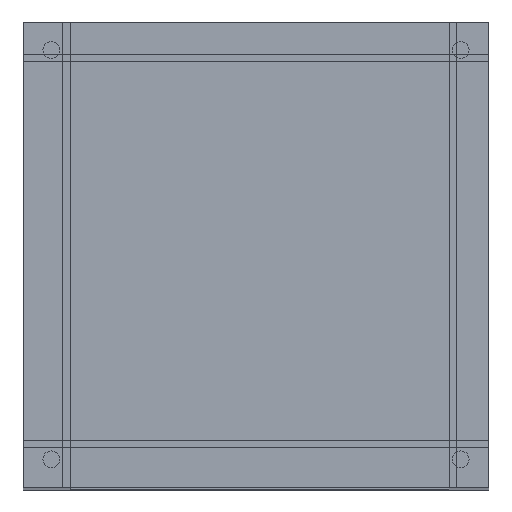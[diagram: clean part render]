
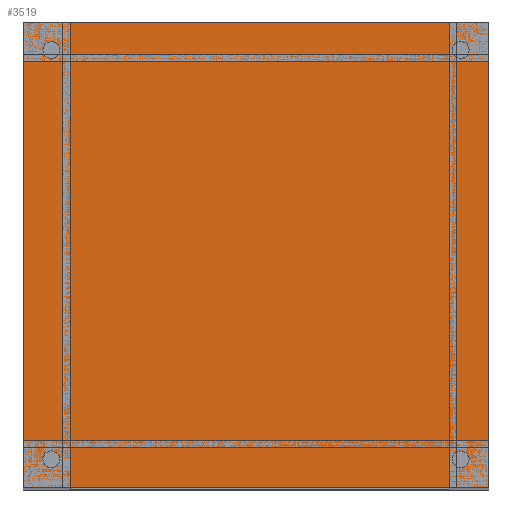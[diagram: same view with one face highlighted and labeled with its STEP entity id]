
A CAD part, top view. The second image highlights one B-rep face of the part: STEP entity #3519.
In plain terms, the highlighted planar face has unit normal (0, 0, 1).
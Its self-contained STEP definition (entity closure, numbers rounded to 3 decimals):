
#3330 = VERTEX_POINT('',#3331);
#3331 = CARTESIAN_POINT('',(0.,0.,340.));
#3338 = PLANE('',#3339);
#3339 = AXIS2_PLACEMENT_3D('',#3340,#3341,#3342);
#3340 = CARTESIAN_POINT('',(0.,0.,338.));
#3341 = DIRECTION('',(1.,0.,0.));
#3342 = DIRECTION('',(0.,0.,1.));
#3350 = PLANE('',#3351);
#3351 = AXIS2_PLACEMENT_3D('',#3352,#3353,#3354);
#3352 = CARTESIAN_POINT('',(0.,0.,338.));
#3353 = DIRECTION('',(0.,1.,0.));
#3354 = DIRECTION('',(0.,0.,1.));
#3391 = VERTEX_POINT('',#3392);
#3392 = CARTESIAN_POINT('',(0.,100.,340.));
#3406 = PLANE('',#3407);
#3407 = AXIS2_PLACEMENT_3D('',#3408,#3409,#3410);
#3408 = CARTESIAN_POINT('',(0.,100.,338.));
#3409 = DIRECTION('',(0.,1.,0.));
#3410 = DIRECTION('',(0.,0.,1.));
#3418 = EDGE_CURVE('',#3330,#3391,#3419,.T.);
#3419 = SURFACE_CURVE('',#3420,(#3424,#3431),.PCURVE_S1.);
#3420 = LINE('',#3421,#3422);
#3421 = CARTESIAN_POINT('',(0.,0.,340.));
#3422 = VECTOR('',#3423,1.);
#3423 = DIRECTION('',(0.,1.,0.));
#3424 = PCURVE('',#3338,#3425);
#3425 = DEFINITIONAL_REPRESENTATION('',(#3426),#3430);
#3426 = LINE('',#3427,#3428);
#3427 = CARTESIAN_POINT('',(2.,0.));
#3428 = VECTOR('',#3429,1.);
#3429 = DIRECTION('',(0.,-1.));
#3430 = ( GEOMETRIC_REPRESENTATION_CONTEXT(2) 
PARAMETRIC_REPRESENTATION_CONTEXT() REPRESENTATION_CONTEXT('2D SPACE',''
  ) );
#3431 = PCURVE('',#3432,#3437);
#3432 = PLANE('',#3433);
#3433 = AXIS2_PLACEMENT_3D('',#3434,#3435,#3436);
#3434 = CARTESIAN_POINT('',(0.,0.,340.));
#3435 = DIRECTION('',(0.,0.,1.));
#3436 = DIRECTION('',(1.,0.,0.));
#3437 = DEFINITIONAL_REPRESENTATION('',(#3438),#3442);
#3438 = LINE('',#3439,#3440);
#3439 = CARTESIAN_POINT('',(0.,0.));
#3440 = VECTOR('',#3441,1.);
#3441 = DIRECTION('',(0.,1.));
#3442 = ( GEOMETRIC_REPRESENTATION_CONTEXT(2) 
PARAMETRIC_REPRESENTATION_CONTEXT() REPRESENTATION_CONTEXT('2D SPACE',''
  ) );
#3471 = EDGE_CURVE('',#3330,#3472,#3474,.T.);
#3472 = VERTEX_POINT('',#3473);
#3473 = CARTESIAN_POINT('',(100.,0.,340.));
#3474 = SURFACE_CURVE('',#3475,(#3479,#3486),.PCURVE_S1.);
#3475 = LINE('',#3476,#3477);
#3476 = CARTESIAN_POINT('',(0.,0.,340.));
#3477 = VECTOR('',#3478,1.);
#3478 = DIRECTION('',(1.,0.,0.));
#3479 = PCURVE('',#3350,#3480);
#3480 = DEFINITIONAL_REPRESENTATION('',(#3481),#3485);
#3481 = LINE('',#3482,#3483);
#3482 = CARTESIAN_POINT('',(2.,0.));
#3483 = VECTOR('',#3484,1.);
#3484 = DIRECTION('',(0.,1.));
#3485 = ( GEOMETRIC_REPRESENTATION_CONTEXT(2) 
PARAMETRIC_REPRESENTATION_CONTEXT() REPRESENTATION_CONTEXT('2D SPACE',''
  ) );
#3486 = PCURVE('',#3432,#3487);
#3487 = DEFINITIONAL_REPRESENTATION('',(#3488),#3492);
#3488 = LINE('',#3489,#3490);
#3489 = CARTESIAN_POINT('',(0.,0.));
#3490 = VECTOR('',#3491,1.);
#3491 = DIRECTION('',(1.,0.));
#3492 = ( GEOMETRIC_REPRESENTATION_CONTEXT(2) 
PARAMETRIC_REPRESENTATION_CONTEXT() REPRESENTATION_CONTEXT('2D SPACE',''
  ) );
#3508 = PLANE('',#3509);
#3509 = AXIS2_PLACEMENT_3D('',#3510,#3511,#3512);
#3510 = CARTESIAN_POINT('',(100.,0.,338.));
#3511 = DIRECTION('',(1.,0.,0.));
#3512 = DIRECTION('',(0.,0.,1.));
#3519 = ADVANCED_FACE('',(#3520,#3568,#3599,#3630,#3661),#3432,.T.);
#3520 = FACE_BOUND('',#3521,.T.);
#3521 = EDGE_LOOP('',(#3522,#3523,#3524,#3547));
#3522 = ORIENTED_EDGE('',*,*,#3418,.F.);
#3523 = ORIENTED_EDGE('',*,*,#3471,.T.);
#3524 = ORIENTED_EDGE('',*,*,#3525,.T.);
#3525 = EDGE_CURVE('',#3472,#3526,#3528,.T.);
#3526 = VERTEX_POINT('',#3527);
#3527 = CARTESIAN_POINT('',(100.,100.,340.));
#3528 = SURFACE_CURVE('',#3529,(#3533,#3540),.PCURVE_S1.);
#3529 = LINE('',#3530,#3531);
#3530 = CARTESIAN_POINT('',(100.,0.,340.));
#3531 = VECTOR('',#3532,1.);
#3532 = DIRECTION('',(0.,1.,0.));
#3533 = PCURVE('',#3432,#3534);
#3534 = DEFINITIONAL_REPRESENTATION('',(#3535),#3539);
#3535 = LINE('',#3536,#3537);
#3536 = CARTESIAN_POINT('',(100.,0.));
#3537 = VECTOR('',#3538,1.);
#3538 = DIRECTION('',(0.,1.));
#3539 = ( GEOMETRIC_REPRESENTATION_CONTEXT(2) 
PARAMETRIC_REPRESENTATION_CONTEXT() REPRESENTATION_CONTEXT('2D SPACE',''
  ) );
#3540 = PCURVE('',#3508,#3541);
#3541 = DEFINITIONAL_REPRESENTATION('',(#3542),#3546);
#3542 = LINE('',#3543,#3544);
#3543 = CARTESIAN_POINT('',(2.,0.));
#3544 = VECTOR('',#3545,1.);
#3545 = DIRECTION('',(0.,-1.));
#3546 = ( GEOMETRIC_REPRESENTATION_CONTEXT(2) 
PARAMETRIC_REPRESENTATION_CONTEXT() REPRESENTATION_CONTEXT('2D SPACE',''
  ) );
#3547 = ORIENTED_EDGE('',*,*,#3548,.F.);
#3548 = EDGE_CURVE('',#3391,#3526,#3549,.T.);
#3549 = SURFACE_CURVE('',#3550,(#3554,#3561),.PCURVE_S1.);
#3550 = LINE('',#3551,#3552);
#3551 = CARTESIAN_POINT('',(0.,100.,340.));
#3552 = VECTOR('',#3553,1.);
#3553 = DIRECTION('',(1.,0.,0.));
#3554 = PCURVE('',#3432,#3555);
#3555 = DEFINITIONAL_REPRESENTATION('',(#3556),#3560);
#3556 = LINE('',#3557,#3558);
#3557 = CARTESIAN_POINT('',(0.,100.));
#3558 = VECTOR('',#3559,1.);
#3559 = DIRECTION('',(1.,0.));
#3560 = ( GEOMETRIC_REPRESENTATION_CONTEXT(2) 
PARAMETRIC_REPRESENTATION_CONTEXT() REPRESENTATION_CONTEXT('2D SPACE',''
  ) );
#3561 = PCURVE('',#3406,#3562);
#3562 = DEFINITIONAL_REPRESENTATION('',(#3563),#3567);
#3563 = LINE('',#3564,#3565);
#3564 = CARTESIAN_POINT('',(2.,0.));
#3565 = VECTOR('',#3566,1.);
#3566 = DIRECTION('',(0.,1.));
#3567 = ( GEOMETRIC_REPRESENTATION_CONTEXT(2) 
PARAMETRIC_REPRESENTATION_CONTEXT() REPRESENTATION_CONTEXT('2D SPACE',''
  ) );
#3568 = FACE_BOUND('',#3569,.T.);
#3569 = EDGE_LOOP('',(#3570));
#3570 = ORIENTED_EDGE('',*,*,#3571,.F.);
#3571 = EDGE_CURVE('',#3572,#3572,#3574,.T.);
#3572 = VERTEX_POINT('',#3573);
#3573 = CARTESIAN_POINT('',(7.8,6.,340.));
#3574 = SURFACE_CURVE('',#3575,(#3580,#3587),.PCURVE_S1.);
#3575 = CIRCLE('',#3576,1.8);
#3576 = AXIS2_PLACEMENT_3D('',#3577,#3578,#3579);
#3577 = CARTESIAN_POINT('',(6.,6.,340.));
#3578 = DIRECTION('',(0.,0.,1.));
#3579 = DIRECTION('',(1.,0.,0.));
#3580 = PCURVE('',#3432,#3581);
#3581 = DEFINITIONAL_REPRESENTATION('',(#3582),#3586);
#3582 = CIRCLE('',#3583,1.8);
#3583 = AXIS2_PLACEMENT_2D('',#3584,#3585);
#3584 = CARTESIAN_POINT('',(6.,6.));
#3585 = DIRECTION('',(1.,0.));
#3586 = ( GEOMETRIC_REPRESENTATION_CONTEXT(2) 
PARAMETRIC_REPRESENTATION_CONTEXT() REPRESENTATION_CONTEXT('2D SPACE',''
  ) );
#3587 = PCURVE('',#3588,#3593);
#3588 = CYLINDRICAL_SURFACE('',#3589,1.8);
#3589 = AXIS2_PLACEMENT_3D('',#3590,#3591,#3592);
#3590 = CARTESIAN_POINT('',(6.,6.,338.));
#3591 = DIRECTION('',(0.,0.,1.));
#3592 = DIRECTION('',(1.,0.,0.));
#3593 = DEFINITIONAL_REPRESENTATION('',(#3594),#3598);
#3594 = LINE('',#3595,#3596);
#3595 = CARTESIAN_POINT('',(0.,2.));
#3596 = VECTOR('',#3597,1.);
#3597 = DIRECTION('',(1.,0.));
#3598 = ( GEOMETRIC_REPRESENTATION_CONTEXT(2) 
PARAMETRIC_REPRESENTATION_CONTEXT() REPRESENTATION_CONTEXT('2D SPACE',''
  ) );
#3599 = FACE_BOUND('',#3600,.T.);
#3600 = EDGE_LOOP('',(#3601));
#3601 = ORIENTED_EDGE('',*,*,#3602,.F.);
#3602 = EDGE_CURVE('',#3603,#3603,#3605,.T.);
#3603 = VERTEX_POINT('',#3604);
#3604 = CARTESIAN_POINT('',(95.8,6.,340.));
#3605 = SURFACE_CURVE('',#3606,(#3611,#3618),.PCURVE_S1.);
#3606 = CIRCLE('',#3607,1.8);
#3607 = AXIS2_PLACEMENT_3D('',#3608,#3609,#3610);
#3608 = CARTESIAN_POINT('',(94.,6.,340.));
#3609 = DIRECTION('',(0.,0.,1.));
#3610 = DIRECTION('',(1.,0.,0.));
#3611 = PCURVE('',#3432,#3612);
#3612 = DEFINITIONAL_REPRESENTATION('',(#3613),#3617);
#3613 = CIRCLE('',#3614,1.8);
#3614 = AXIS2_PLACEMENT_2D('',#3615,#3616);
#3615 = CARTESIAN_POINT('',(94.,6.));
#3616 = DIRECTION('',(1.,0.));
#3617 = ( GEOMETRIC_REPRESENTATION_CONTEXT(2) 
PARAMETRIC_REPRESENTATION_CONTEXT() REPRESENTATION_CONTEXT('2D SPACE',''
  ) );
#3618 = PCURVE('',#3619,#3624);
#3619 = CYLINDRICAL_SURFACE('',#3620,1.8);
#3620 = AXIS2_PLACEMENT_3D('',#3621,#3622,#3623);
#3621 = CARTESIAN_POINT('',(94.,6.,338.));
#3622 = DIRECTION('',(0.,0.,1.));
#3623 = DIRECTION('',(1.,0.,0.));
#3624 = DEFINITIONAL_REPRESENTATION('',(#3625),#3629);
#3625 = LINE('',#3626,#3627);
#3626 = CARTESIAN_POINT('',(0.,2.));
#3627 = VECTOR('',#3628,1.);
#3628 = DIRECTION('',(1.,0.));
#3629 = ( GEOMETRIC_REPRESENTATION_CONTEXT(2) 
PARAMETRIC_REPRESENTATION_CONTEXT() REPRESENTATION_CONTEXT('2D SPACE',''
  ) );
#3630 = FACE_BOUND('',#3631,.T.);
#3631 = EDGE_LOOP('',(#3632));
#3632 = ORIENTED_EDGE('',*,*,#3633,.F.);
#3633 = EDGE_CURVE('',#3634,#3634,#3636,.T.);
#3634 = VERTEX_POINT('',#3635);
#3635 = CARTESIAN_POINT('',(7.8,94.,340.));
#3636 = SURFACE_CURVE('',#3637,(#3642,#3649),.PCURVE_S1.);
#3637 = CIRCLE('',#3638,1.8);
#3638 = AXIS2_PLACEMENT_3D('',#3639,#3640,#3641);
#3639 = CARTESIAN_POINT('',(6.,94.,340.));
#3640 = DIRECTION('',(0.,0.,1.));
#3641 = DIRECTION('',(1.,0.,0.));
#3642 = PCURVE('',#3432,#3643);
#3643 = DEFINITIONAL_REPRESENTATION('',(#3644),#3648);
#3644 = CIRCLE('',#3645,1.8);
#3645 = AXIS2_PLACEMENT_2D('',#3646,#3647);
#3646 = CARTESIAN_POINT('',(6.,94.));
#3647 = DIRECTION('',(1.,0.));
#3648 = ( GEOMETRIC_REPRESENTATION_CONTEXT(2) 
PARAMETRIC_REPRESENTATION_CONTEXT() REPRESENTATION_CONTEXT('2D SPACE',''
  ) );
#3649 = PCURVE('',#3650,#3655);
#3650 = CYLINDRICAL_SURFACE('',#3651,1.8);
#3651 = AXIS2_PLACEMENT_3D('',#3652,#3653,#3654);
#3652 = CARTESIAN_POINT('',(6.,94.,338.));
#3653 = DIRECTION('',(0.,0.,1.));
#3654 = DIRECTION('',(1.,0.,0.));
#3655 = DEFINITIONAL_REPRESENTATION('',(#3656),#3660);
#3656 = LINE('',#3657,#3658);
#3657 = CARTESIAN_POINT('',(0.,2.));
#3658 = VECTOR('',#3659,1.);
#3659 = DIRECTION('',(1.,0.));
#3660 = ( GEOMETRIC_REPRESENTATION_CONTEXT(2) 
PARAMETRIC_REPRESENTATION_CONTEXT() REPRESENTATION_CONTEXT('2D SPACE',''
  ) );
#3661 = FACE_BOUND('',#3662,.T.);
#3662 = EDGE_LOOP('',(#3663));
#3663 = ORIENTED_EDGE('',*,*,#3664,.F.);
#3664 = EDGE_CURVE('',#3665,#3665,#3667,.T.);
#3665 = VERTEX_POINT('',#3666);
#3666 = CARTESIAN_POINT('',(95.8,94.,340.));
#3667 = SURFACE_CURVE('',#3668,(#3673,#3680),.PCURVE_S1.);
#3668 = CIRCLE('',#3669,1.8);
#3669 = AXIS2_PLACEMENT_3D('',#3670,#3671,#3672);
#3670 = CARTESIAN_POINT('',(94.,94.,340.));
#3671 = DIRECTION('',(0.,0.,1.));
#3672 = DIRECTION('',(1.,0.,0.));
#3673 = PCURVE('',#3432,#3674);
#3674 = DEFINITIONAL_REPRESENTATION('',(#3675),#3679);
#3675 = CIRCLE('',#3676,1.8);
#3676 = AXIS2_PLACEMENT_2D('',#3677,#3678);
#3677 = CARTESIAN_POINT('',(94.,94.));
#3678 = DIRECTION('',(1.,0.));
#3679 = ( GEOMETRIC_REPRESENTATION_CONTEXT(2) 
PARAMETRIC_REPRESENTATION_CONTEXT() REPRESENTATION_CONTEXT('2D SPACE',''
  ) );
#3680 = PCURVE('',#3681,#3686);
#3681 = CYLINDRICAL_SURFACE('',#3682,1.8);
#3682 = AXIS2_PLACEMENT_3D('',#3683,#3684,#3685);
#3683 = CARTESIAN_POINT('',(94.,94.,338.));
#3684 = DIRECTION('',(0.,0.,1.));
#3685 = DIRECTION('',(1.,0.,0.));
#3686 = DEFINITIONAL_REPRESENTATION('',(#3687),#3691);
#3687 = LINE('',#3688,#3689);
#3688 = CARTESIAN_POINT('',(0.,2.));
#3689 = VECTOR('',#3690,1.);
#3690 = DIRECTION('',(1.,0.));
#3691 = ( GEOMETRIC_REPRESENTATION_CONTEXT(2) 
PARAMETRIC_REPRESENTATION_CONTEXT() REPRESENTATION_CONTEXT('2D SPACE',''
  ) );
